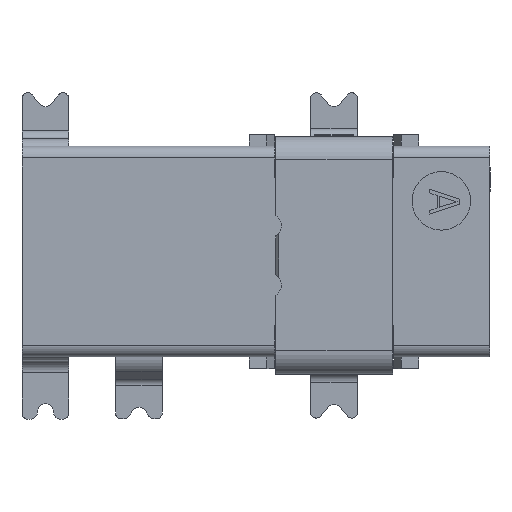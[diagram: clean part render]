
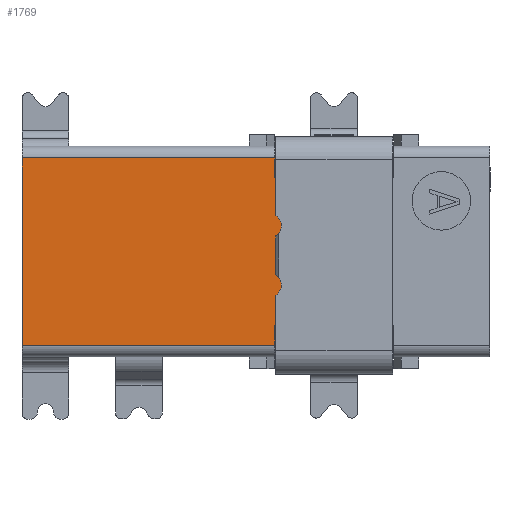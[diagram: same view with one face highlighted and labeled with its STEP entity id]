
A CAD part, front view. The second image highlights one B-rep face of the part: STEP entity #1769.
In plain terms, the highlighted planar face has unit normal (0, -1, 0).
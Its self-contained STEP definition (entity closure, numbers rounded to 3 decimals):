
#20 = CARTESIAN_POINT ( 'NONE',  ( -5.65, 33.74, -2.04 ) ) ;
#112 = CIRCLE ( 'NONE', #11544, 0.3 ) ;
#164 = ORIENTED_EDGE ( 'NONE', *, *, #6584, .F. ) ;
#172 = VECTOR ( 'NONE', #10482, 1000. ) ;
#205 = VERTEX_POINT ( 'NONE', #13768 ) ;
#363 = AXIS2_PLACEMENT_3D ( 'NONE', #20, #2292, #5355 ) ;
#555 = ORIENTED_EDGE ( 'NONE', *, *, #6302, .F. ) ;
#821 = CARTESIAN_POINT ( 'NONE',  ( -5.5, 33.74, -3.82 ) ) ;
#867 = DIRECTION ( 'NONE',  ( -1., 0., 0. ) ) ;
#874 = AXIS2_PLACEMENT_3D ( 'NONE', #13128, #12868, #9116 ) ;
#1182 = VECTOR ( 'NONE', #1265, 1000. ) ;
#1265 = DIRECTION ( 'NONE',  ( 1., 0., 0. ) ) ;
#1423 = CARTESIAN_POINT ( 'NONE',  ( -5.35, 33.74, -3.56 ) ) ;
#1616 = DIRECTION ( 'NONE',  ( 0., 0., -1. ) ) ;
#1650 = DIRECTION ( 'NONE',  ( 0., 0., 1. ) ) ;
#1769 = ADVANCED_FACE ( 'NONE', ( #5212 ), #10520, .F. ) ;
#1836 = EDGE_LOOP ( 'NONE', ( #555, #13560, #15273, #8812, #6327, #164, #6304, #8773, #8671, #10553, #6583, #3700, #4279, #15644 ) ) ;
#1878 = VERTEX_POINT ( 'NONE', #16115 ) ;
#1993 = CIRCLE ( 'NONE', #11738, 0.3 ) ;
#2000 = VECTOR ( 'NONE', #16650, 1000. ) ;
#2215 = VECTOR ( 'NONE', #3116, 1000. ) ;
#2292 = DIRECTION ( 'NONE',  ( 0., 1., 0. ) ) ;
#2297 = LINE ( 'NONE', #11724, #7847 ) ;
#2477 = VERTEX_POINT ( 'NONE', #15902 ) ;
#2744 = DIRECTION ( 'NONE',  ( 0., 1., 0. ) ) ;
#2831 = CIRCLE ( 'NONE', #874, 0.3 ) ;
#3085 = CARTESIAN_POINT ( 'NONE',  ( -5.5, 33.74, -0.8 ) ) ;
#3116 = DIRECTION ( 'NONE',  ( 0., 0., -1. ) ) ;
#3408 = LINE ( 'NONE', #8749, #9936 ) ;
#3480 = VERTEX_POINT ( 'NONE', #11106 ) ;
#3693 = EDGE_CURVE ( 'NONE', #205, #9730, #6383, .T. ) ;
#3700 = ORIENTED_EDGE ( 'NONE', *, *, #16071, .F. ) ;
#3882 = CARTESIAN_POINT ( 'NONE',  ( 0., 33.74, -5.1 ) ) ;
#4170 = EDGE_CURVE ( 'NONE', #5965, #3480, #3408, .T. ) ;
#4184 = CARTESIAN_POINT ( 'NONE',  ( -5.5, 33.74, -5.1 ) ) ;
#4244 = CARTESIAN_POINT ( 'NONE',  ( -5.65, 33.74, -3.56 ) ) ;
#4263 = VECTOR ( 'NONE', #13547, 1000. ) ;
#4279 = ORIENTED_EDGE ( 'NONE', *, *, #12032, .F. ) ;
#4339 = DIRECTION ( 'NONE',  ( 1., 0., 0. ) ) ;
#4362 = VECTOR ( 'NONE', #867, 1000. ) ;
#4398 = CARTESIAN_POINT ( 'NONE',  ( -5.525, 33.74, -0.3 ) ) ;
#5143 = VERTEX_POINT ( 'NONE', #4398 ) ;
#5212 = FACE_OUTER_BOUND ( 'NONE', #1836, .T. ) ;
#5355 = DIRECTION ( 'NONE',  ( 1., 0., 0. ) ) ;
#5554 = DIRECTION ( 'NONE',  ( 0., 1., 0. ) ) ;
#5619 = VERTEX_POINT ( 'NONE', #10115 ) ;
#5645 = DIRECTION ( 'NONE',  ( 0., 1., 0. ) ) ;
#5675 = LINE ( 'NONE', #4184, #2215 ) ;
#5684 = CARTESIAN_POINT ( 'NONE',  ( -5.525, 33.74, -5.1 ) ) ;
#5965 = VERTEX_POINT ( 'NONE', #8449 ) ;
#6302 = EDGE_CURVE ( 'NONE', #3480, #6686, #1993, .T. ) ;
#6304 = ORIENTED_EDGE ( 'NONE', *, *, #12649, .F. ) ;
#6327 = ORIENTED_EDGE ( 'NONE', *, *, #9692, .F. ) ;
#6383 = LINE ( 'NONE', #13286, #172 ) ;
#6583 = ORIENTED_EDGE ( 'NONE', *, *, #3693, .F. ) ;
#6584 = EDGE_CURVE ( 'NONE', #14197, #13469, #2297, .T. ) ;
#6586 = EDGE_CURVE ( 'NONE', #6686, #14878, #2831, .T. ) ;
#6686 = VERTEX_POINT ( 'NONE', #1423 ) ;
#6976 = CARTESIAN_POINT ( 'NONE',  ( -5.525, 33.74, -5.1 ) ) ;
#7438 = DIRECTION ( 'NONE',  ( 0., 0., -1. ) ) ;
#7505 = LINE ( 'NONE', #12832, #4362 ) ;
#7847 = VECTOR ( 'NONE', #16979, 1000. ) ;
#8449 = CARTESIAN_POINT ( 'NONE',  ( -5.425, 33.74, -2.238 ) ) ;
#8671 = ORIENTED_EDGE ( 'NONE', *, *, #9773, .F. ) ;
#8749 = CARTESIAN_POINT ( 'NONE',  ( -5.425, 33.74, -5.1 ) ) ;
#8773 = ORIENTED_EDGE ( 'NONE', *, *, #10550, .F. ) ;
#8812 = ORIENTED_EDGE ( 'NONE', *, *, #13741, .F. ) ;
#9116 = DIRECTION ( 'NONE',  ( 1., 0., 0. ) ) ;
#9337 = CARTESIAN_POINT ( 'NONE',  ( -12., 33.74, -0.3 ) ) ;
#9597 = CARTESIAN_POINT ( 'NONE',  ( -5.525, 33.74, -0.8 ) ) ;
#9692 = EDGE_CURVE ( 'NONE', #13469, #1878, #5675, .T. ) ;
#9730 = VERTEX_POINT ( 'NONE', #6976 ) ;
#9773 = EDGE_CURVE ( 'NONE', #2477, #15737, #14749, .T. ) ;
#9853 = VECTOR ( 'NONE', #13330, 1000. ) ;
#9936 = VECTOR ( 'NONE', #7438, 1000. ) ;
#10115 = CARTESIAN_POINT ( 'NONE',  ( -5.35, 33.74, -2.04 ) ) ;
#10482 = DIRECTION ( 'NONE',  ( 0., 0., -1. ) ) ;
#10520 = PLANE ( 'NONE',  #10927 ) ;
#10550 = EDGE_CURVE ( 'NONE', #15737, #5143, #11829, .T. ) ;
#10553 = ORIENTED_EDGE ( 'NONE', *, *, #16708, .F. ) ;
#10732 = CARTESIAN_POINT ( 'NONE',  ( -12., 33.74, -5.4 ) ) ;
#10869 = DIRECTION ( 'NONE',  ( 1., 0., 0. ) ) ;
#10910 = LINE ( 'NONE', #5684, #4263 ) ;
#10927 = AXIS2_PLACEMENT_3D ( 'NONE', #3882, #2744, #1616 ) ;
#11106 = CARTESIAN_POINT ( 'NONE',  ( -5.425, 33.74, -3.362 ) ) ;
#11544 = AXIS2_PLACEMENT_3D ( 'NONE', #13668, #5554, #10869 ) ;
#11724 = CARTESIAN_POINT ( 'NONE',  ( 0., 33.74, -0.8 ) ) ;
#11738 = AXIS2_PLACEMENT_3D ( 'NONE', #4244, #5645, #4339 ) ;
#11829 = LINE ( 'NONE', #17167, #1182 ) ;
#11928 = LINE ( 'NONE', #15786, #9853 ) ;
#12032 = EDGE_CURVE ( 'NONE', #14878, #15334, #16728, .T. ) ;
#12649 = EDGE_CURVE ( 'NONE', #5143, #14197, #10910, .T. ) ;
#12832 = CARTESIAN_POINT ( 'NONE',  ( -5.525, 33.74, -5.1 ) ) ;
#12868 = DIRECTION ( 'NONE',  ( 0., 1., 0. ) ) ;
#13128 = CARTESIAN_POINT ( 'NONE',  ( -5.65, 33.74, -3.56 ) ) ;
#13286 = CARTESIAN_POINT ( 'NONE',  ( -5.525, 33.74, -5.1 ) ) ;
#13330 = DIRECTION ( 'NONE',  ( -1., 0., 0. ) ) ;
#13469 = VERTEX_POINT ( 'NONE', #3085 ) ;
#13475 = CIRCLE ( 'NONE', #363, 0.3 ) ;
#13507 = EDGE_CURVE ( 'NONE', #5619, #5965, #112, .T. ) ;
#13547 = DIRECTION ( 'NONE',  ( 0., 0., -1. ) ) ;
#13560 = ORIENTED_EDGE ( 'NONE', *, *, #4170, .F. ) ;
#13668 = CARTESIAN_POINT ( 'NONE',  ( -5.65, 33.74, -2.04 ) ) ;
#13741 = EDGE_CURVE ( 'NONE', #1878, #5619, #13475, .T. ) ;
#13768 = CARTESIAN_POINT ( 'NONE',  ( -5.525, 33.74, -4.6 ) ) ;
#14114 = CARTESIAN_POINT ( 'NONE',  ( -5.5, 33.74, -5.1 ) ) ;
#14197 = VERTEX_POINT ( 'NONE', #9597 ) ;
#14749 = LINE ( 'NONE', #10732, #16726 ) ;
#14878 = VERTEX_POINT ( 'NONE', #821 ) ;
#15273 = ORIENTED_EDGE ( 'NONE', *, *, #13507, .F. ) ;
#15334 = VERTEX_POINT ( 'NONE', #15392 ) ;
#15392 = CARTESIAN_POINT ( 'NONE',  ( -5.5, 33.74, -4.6 ) ) ;
#15644 = ORIENTED_EDGE ( 'NONE', *, *, #6586, .F. ) ;
#15737 = VERTEX_POINT ( 'NONE', #9337 ) ;
#15786 = CARTESIAN_POINT ( 'NONE',  ( 0., 33.74, -4.6 ) ) ;
#15902 = CARTESIAN_POINT ( 'NONE',  ( -12., 33.74, -5.1 ) ) ;
#16071 = EDGE_CURVE ( 'NONE', #15334, #205, #11928, .T. ) ;
#16115 = CARTESIAN_POINT ( 'NONE',  ( -5.5, 33.74, -1.78 ) ) ;
#16650 = DIRECTION ( 'NONE',  ( 0., 0., -1. ) ) ;
#16708 = EDGE_CURVE ( 'NONE', #9730, #2477, #7505, .T. ) ;
#16726 = VECTOR ( 'NONE', #1650, 1000. ) ;
#16728 = LINE ( 'NONE', #14114, #2000 ) ;
#16979 = DIRECTION ( 'NONE',  ( 1., 0., 0. ) ) ;
#17167 = CARTESIAN_POINT ( 'NONE',  ( 0., 33.74, -0.3 ) ) ;
